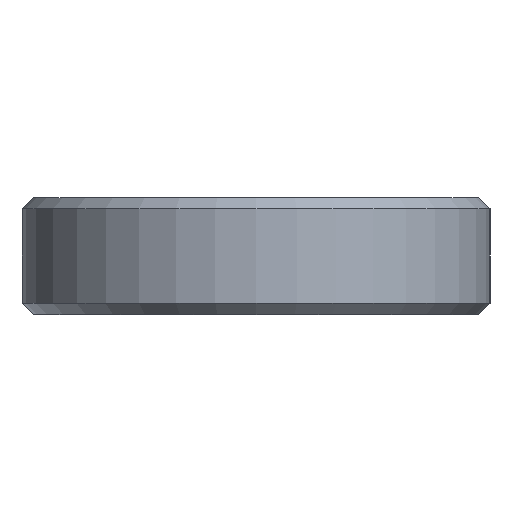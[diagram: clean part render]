
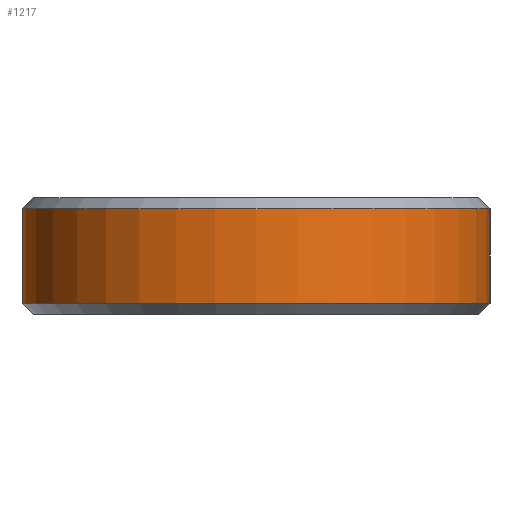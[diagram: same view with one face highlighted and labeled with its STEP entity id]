
A CAD part, left-side view. The second image highlights one B-rep face of the part: STEP entity #1217.
In plain terms, the highlighted cylindrical face has radius 6.25 mm (diameter 12.5 mm), a partial arc.
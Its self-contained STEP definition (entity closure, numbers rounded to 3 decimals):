
#45 = CONICAL_SURFACE('',#46,6.25,0.785);
#46 = AXIS2_PLACEMENT_3D('',#47,#48,#49);
#47 = CARTESIAN_POINT('',(0.,0.,0.3));
#48 = DIRECTION('',(0.,0.,1.));
#49 = DIRECTION('',(0.,1.,0.));
#454 = VERTEX_POINT('',#455);
#455 = CARTESIAN_POINT('',(0.,6.25,0.3));
#478 = VERTEX_POINT('',#479);
#479 = CARTESIAN_POINT('',(0.,-6.25,0.3));
#500 = EDGE_CURVE('',#454,#478,#501,.T.);
#501 = SURFACE_CURVE('',#502,(#507,#514),.PCURVE_S1.);
#502 = CIRCLE('',#503,6.25);
#503 = AXIS2_PLACEMENT_3D('',#504,#505,#506);
#504 = CARTESIAN_POINT('',(0.,0.,0.3));
#505 = DIRECTION('',(0.,-0.,1.));
#506 = DIRECTION('',(0.,1.,0.));
#507 = PCURVE('',#45,#508);
#508 = DEFINITIONAL_REPRESENTATION('',(#509),#513);
#509 = LINE('',#510,#511);
#510 = CARTESIAN_POINT('',(0.,0.));
#511 = VECTOR('',#512,1.);
#512 = DIRECTION('',(1.,0.));
#513 = ( GEOMETRIC_REPRESENTATION_CONTEXT(2) 
PARAMETRIC_REPRESENTATION_CONTEXT() REPRESENTATION_CONTEXT('2D SPACE',''
  ) );
#514 = PCURVE('',#515,#520);
#515 = CYLINDRICAL_SURFACE('',#516,6.25);
#516 = AXIS2_PLACEMENT_3D('',#517,#518,#519);
#517 = CARTESIAN_POINT('',(0.,0.,0.));
#518 = DIRECTION('',(-0.,-0.,-1.));
#519 = DIRECTION('',(1.,0.,0.));
#520 = DEFINITIONAL_REPRESENTATION('',(#521),#525);
#521 = LINE('',#522,#523);
#522 = CARTESIAN_POINT('',(-1.571,-0.3));
#523 = VECTOR('',#524,1.);
#524 = DIRECTION('',(-1.,0.));
#525 = ( GEOMETRIC_REPRESENTATION_CONTEXT(2) 
PARAMETRIC_REPRESENTATION_CONTEXT() REPRESENTATION_CONTEXT('2D SPACE',''
  ) );
#569 = PLANE('',#570);
#570 = AXIS2_PLACEMENT_3D('',#571,#572,#573);
#571 = CARTESIAN_POINT('',(0.,6.25,0.));
#572 = DIRECTION('',(0.,1.,0.));
#573 = DIRECTION('',(1.,0.,0.));
#623 = PLANE('',#624);
#624 = AXIS2_PLACEMENT_3D('',#625,#626,#627);
#625 = CARTESIAN_POINT('',(0.,-6.25,0.));
#626 = DIRECTION('',(0.,1.,0.));
#627 = DIRECTION('',(1.,0.,0.));
#1217 = ADVANCED_FACE('',(#1218),#515,.T.);
#1218 = FACE_BOUND('',#1219,.F.);
#1219 = EDGE_LOOP('',(#1220,#1243,#1272,#1293));
#1220 = ORIENTED_EDGE('',*,*,#1221,.T.);
#1221 = EDGE_CURVE('',#454,#1222,#1224,.T.);
#1222 = VERTEX_POINT('',#1223);
#1223 = CARTESIAN_POINT('',(0.,6.25,2.825));
#1224 = SURFACE_CURVE('',#1225,(#1229,#1236),.PCURVE_S1.);
#1225 = LINE('',#1226,#1227);
#1226 = CARTESIAN_POINT('',(0.,6.25,0.));
#1227 = VECTOR('',#1228,1.);
#1228 = DIRECTION('',(0.,0.,1.));
#1229 = PCURVE('',#515,#1230);
#1230 = DEFINITIONAL_REPRESENTATION('',(#1231),#1235);
#1231 = LINE('',#1232,#1233);
#1232 = CARTESIAN_POINT('',(-1.571,0.));
#1233 = VECTOR('',#1234,1.);
#1234 = DIRECTION('',(-0.,-1.));
#1235 = ( GEOMETRIC_REPRESENTATION_CONTEXT(2) 
PARAMETRIC_REPRESENTATION_CONTEXT() REPRESENTATION_CONTEXT('2D SPACE',''
  ) );
#1236 = PCURVE('',#569,#1237);
#1237 = DEFINITIONAL_REPRESENTATION('',(#1238),#1242);
#1238 = LINE('',#1239,#1240);
#1239 = CARTESIAN_POINT('',(0.,0.));
#1240 = VECTOR('',#1241,1.);
#1241 = DIRECTION('',(0.,-1.));
#1242 = ( GEOMETRIC_REPRESENTATION_CONTEXT(2) 
PARAMETRIC_REPRESENTATION_CONTEXT() REPRESENTATION_CONTEXT('2D SPACE',''
  ) );
#1243 = ORIENTED_EDGE('',*,*,#1244,.T.);
#1244 = EDGE_CURVE('',#1222,#1245,#1247,.T.);
#1245 = VERTEX_POINT('',#1246);
#1246 = CARTESIAN_POINT('',(0.,-6.25,2.825));
#1247 = SURFACE_CURVE('',#1248,(#1253,#1260),.PCURVE_S1.);
#1248 = CIRCLE('',#1249,6.25);
#1249 = AXIS2_PLACEMENT_3D('',#1250,#1251,#1252);
#1250 = CARTESIAN_POINT('',(0.,0.,2.825));
#1251 = DIRECTION('',(0.,-0.,1.));
#1252 = DIRECTION('',(0.,1.,0.));
#1253 = PCURVE('',#515,#1254);
#1254 = DEFINITIONAL_REPRESENTATION('',(#1255),#1259);
#1255 = LINE('',#1256,#1257);
#1256 = CARTESIAN_POINT('',(-1.571,-2.825));
#1257 = VECTOR('',#1258,1.);
#1258 = DIRECTION('',(-1.,0.));
#1259 = ( GEOMETRIC_REPRESENTATION_CONTEXT(2) 
PARAMETRIC_REPRESENTATION_CONTEXT() REPRESENTATION_CONTEXT('2D SPACE',''
  ) );
#1260 = PCURVE('',#1261,#1266);
#1261 = CONICAL_SURFACE('',#1262,6.25,0.785);
#1262 = AXIS2_PLACEMENT_3D('',#1263,#1264,#1265);
#1263 = CARTESIAN_POINT('',(0.,0.,2.825));
#1264 = DIRECTION('',(-0.,-0.,-1.));
#1265 = DIRECTION('',(0.,1.,0.));
#1266 = DEFINITIONAL_REPRESENTATION('',(#1267),#1271);
#1267 = LINE('',#1268,#1269);
#1268 = CARTESIAN_POINT('',(-0.,-0.));
#1269 = VECTOR('',#1270,1.);
#1270 = DIRECTION('',(-1.,-0.));
#1271 = ( GEOMETRIC_REPRESENTATION_CONTEXT(2) 
PARAMETRIC_REPRESENTATION_CONTEXT() REPRESENTATION_CONTEXT('2D SPACE',''
  ) );
#1272 = ORIENTED_EDGE('',*,*,#1273,.F.);
#1273 = EDGE_CURVE('',#478,#1245,#1274,.T.);
#1274 = SURFACE_CURVE('',#1275,(#1279,#1286),.PCURVE_S1.);
#1275 = LINE('',#1276,#1277);
#1276 = CARTESIAN_POINT('',(0.,-6.25,0.));
#1277 = VECTOR('',#1278,1.);
#1278 = DIRECTION('',(0.,0.,1.));
#1279 = PCURVE('',#515,#1280);
#1280 = DEFINITIONAL_REPRESENTATION('',(#1281),#1285);
#1281 = LINE('',#1282,#1283);
#1282 = CARTESIAN_POINT('',(-4.712,0.));
#1283 = VECTOR('',#1284,1.);
#1284 = DIRECTION('',(-0.,-1.));
#1285 = ( GEOMETRIC_REPRESENTATION_CONTEXT(2) 
PARAMETRIC_REPRESENTATION_CONTEXT() REPRESENTATION_CONTEXT('2D SPACE',''
  ) );
#1286 = PCURVE('',#623,#1287);
#1287 = DEFINITIONAL_REPRESENTATION('',(#1288),#1292);
#1288 = LINE('',#1289,#1290);
#1289 = CARTESIAN_POINT('',(0.,0.));
#1290 = VECTOR('',#1291,1.);
#1291 = DIRECTION('',(0.,-1.));
#1292 = ( GEOMETRIC_REPRESENTATION_CONTEXT(2) 
PARAMETRIC_REPRESENTATION_CONTEXT() REPRESENTATION_CONTEXT('2D SPACE',''
  ) );
#1293 = ORIENTED_EDGE('',*,*,#500,.F.);
